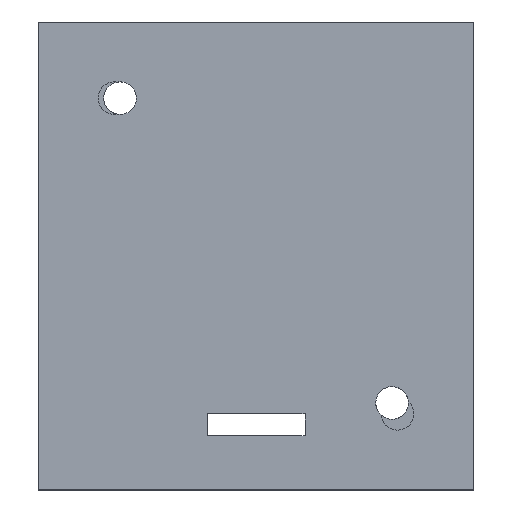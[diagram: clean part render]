
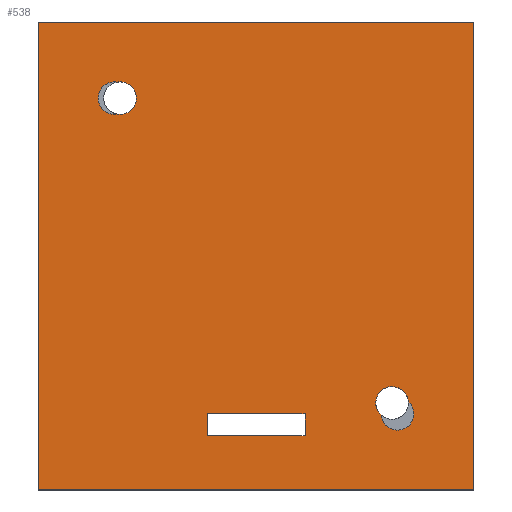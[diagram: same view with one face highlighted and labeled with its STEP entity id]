
A CAD part, top view. The second image highlights one B-rep face of the part: STEP entity #538.
In plain terms, the highlighted face is planar.
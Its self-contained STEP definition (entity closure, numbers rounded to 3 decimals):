
#23=FACE_BOUND('',#82,.T.);
#24=FACE_BOUND('',#83,.T.);
#25=FACE_BOUND('',#84,.T.);
#33=CIRCLE('',#582,1.5);
#36=CIRCLE('',#586,1.5);
#38=CIRCLE('',#588,1.5);
#40=CIRCLE('',#591,1.5);
#41=CIRCLE('',#592,1.5);
#42=CIRCLE('',#594,1.5);
#52=FACE_OUTER_BOUND('',#81,.T.);
#81=EDGE_LOOP('',(#389,#390,#391,#392));
#82=EDGE_LOOP('',(#393,#394,#395,#396));
#83=EDGE_LOOP('',(#397,#398));
#84=EDGE_LOOP('',(#399,#400,#401,#402));
#114=LINE('',#780,#176);
#117=LINE('',#786,#179);
#120=LINE('',#792,#182);
#123=LINE('',#796,#185);
#126=LINE('',#824,#188);
#127=LINE('',#826,#189);
#128=LINE('',#828,#190);
#129=LINE('',#829,#191);
#176=VECTOR('',#628,10.);
#179=VECTOR('',#633,10.);
#182=VECTOR('',#638,10.);
#185=VECTOR('',#643,10.);
#188=VECTOR('',#674,1.);
#189=VECTOR('',#675,1.);
#190=VECTOR('',#676,1.);
#191=VECTOR('',#677,1.);
#238=VERTEX_POINT('',#777);
#239=VERTEX_POINT('',#779);
#241=VERTEX_POINT('',#785);
#243=VERTEX_POINT('',#791);
#244=VERTEX_POINT('',#798);
#246=VERTEX_POINT('',#801);
#248=VERTEX_POINT('',#808);
#249=VERTEX_POINT('',#809);
#250=VERTEX_POINT('',#811);
#252=VERTEX_POINT('',#818);
#253=VERTEX_POINT('',#822);
#254=VERTEX_POINT('',#823);
#255=VERTEX_POINT('',#825);
#256=VERTEX_POINT('',#827);
#287=EDGE_CURVE('',#239,#238,#114,.T.);
#290=EDGE_CURVE('',#241,#239,#117,.T.);
#293=EDGE_CURVE('',#243,#241,#120,.T.);
#296=EDGE_CURVE('',#238,#243,#123,.T.);
#298=EDGE_CURVE('',#246,#244,#33,.T.);
#302=EDGE_CURVE('',#248,#249,#36,.T.);
#304=EDGE_CURVE('',#249,#250,#38,.T.);
#307=EDGE_CURVE('',#252,#248,#40,.T.);
#308=EDGE_CURVE('',#250,#252,#41,.T.);
#309=EDGE_CURVE('',#253,#254,#126,.T.);
#310=EDGE_CURVE('',#254,#255,#127,.T.);
#311=EDGE_CURVE('',#255,#256,#128,.T.);
#312=EDGE_CURVE('',#256,#253,#129,.T.);
#313=EDGE_CURVE('',#244,#246,#42,.T.);
#389=ORIENTED_EDGE('',*,*,#309,.T.);
#390=ORIENTED_EDGE('',*,*,#310,.T.);
#391=ORIENTED_EDGE('',*,*,#311,.T.);
#392=ORIENTED_EDGE('',*,*,#312,.T.);
#393=ORIENTED_EDGE('',*,*,#287,.T.);
#394=ORIENTED_EDGE('',*,*,#296,.T.);
#395=ORIENTED_EDGE('',*,*,#293,.T.);
#396=ORIENTED_EDGE('',*,*,#290,.T.);
#397=ORIENTED_EDGE('',*,*,#298,.T.);
#398=ORIENTED_EDGE('',*,*,#313,.T.);
#399=ORIENTED_EDGE('',*,*,#302,.T.);
#400=ORIENTED_EDGE('',*,*,#304,.T.);
#401=ORIENTED_EDGE('',*,*,#308,.T.);
#402=ORIENTED_EDGE('',*,*,#307,.T.);
#509=PLANE('',#593);
#538=ADVANCED_FACE('',(#52,#23,#24,#25),#509,.F.);
#582=AXIS2_PLACEMENT_3D('',#802,#648,#649);
#586=AXIS2_PLACEMENT_3D('',#810,#657,#658);
#588=AXIS2_PLACEMENT_3D('',#813,#661,#662);
#591=AXIS2_PLACEMENT_3D('',#819,#668,#669);
#592=AXIS2_PLACEMENT_3D('',#820,#670,#671);
#593=AXIS2_PLACEMENT_3D('',#821,#672,#673);
#594=AXIS2_PLACEMENT_3D('',#830,#678,#679);
#628=DIRECTION('',(-1.,0.,0.));
#633=DIRECTION('',(0.,1.,0.));
#638=DIRECTION('',(1.,0.,0.));
#643=DIRECTION('',(0.,-1.,0.));
#648=DIRECTION('center_axis',(0.,0.,1.));
#649=DIRECTION('ref_axis',(0.,1.,0.));
#657=DIRECTION('center_axis',(0.,0.,1.));
#658=DIRECTION('ref_axis',(0.,1.,0.));
#661=DIRECTION('center_axis',(0.,0.,1.));
#662=DIRECTION('ref_axis',(0.,1.,0.));
#668=DIRECTION('center_axis',(0.,0.,1.));
#669=DIRECTION('ref_axis',(1.,0.,0.));
#670=DIRECTION('center_axis',(0.,0.,1.));
#671=DIRECTION('ref_axis',(1.,0.,0.));
#672=DIRECTION('center_axis',(0.,0.,1.));
#673=DIRECTION('ref_axis',(1.,0.,0.));
#674=DIRECTION('',(-1.,0.,0.));
#675=DIRECTION('',(0.,1.,0.));
#676=DIRECTION('',(1.,0.,0.));
#677=DIRECTION('',(0.,-1.,0.));
#678=DIRECTION('center_axis',(0.,0.,1.));
#679=DIRECTION('ref_axis',(-1.,0.,0.));
#777=CARTESIAN_POINT('',(15.505,-5.,0.));
#779=CARTESIAN_POINT('',(24.505,-5.,0.));
#780=CARTESIAN_POINT('',(17.753,-5.,0.));
#785=CARTESIAN_POINT('',(24.505,-7.,0.));
#786=CARTESIAN_POINT('',(24.505,-13.25,0.));
#791=CARTESIAN_POINT('',(15.505,-7.,0.));
#792=CARTESIAN_POINT('',(22.253,-7.,0.));
#796=CARTESIAN_POINT('',(15.505,-14.25,0.));
#798=CARTESIAN_POINT('',(7.253,-34.521,0.));
#801=CARTESIAN_POINT('',(7.252,-37.479,0.));
#802=CARTESIAN_POINT('Origin',(7.505,-36.,0.));
#808=CARTESIAN_POINT('',(31.505,-6.882,0.));
#809=CARTESIAN_POINT('',(31.005,-8.,0.));
#810=CARTESIAN_POINT('Origin',(32.505,-8.,0.));
#811=CARTESIAN_POINT('',(34.,-8.118,0.));
#813=CARTESIAN_POINT('Origin',(32.505,-8.,0.));
#818=CARTESIAN_POINT('',(34.5,-7.,0.));
#819=CARTESIAN_POINT('Origin',(33.,-7.,0.));
#820=CARTESIAN_POINT('Origin',(33.,-7.,0.));
#821=CARTESIAN_POINT('Origin',(20.,-21.5,0.));
#822=CARTESIAN_POINT('',(40.,-43.,0.));
#823=CARTESIAN_POINT('',(0.,-43.,0.));
#824=CARTESIAN_POINT('',(40.,-43.,0.));
#825=CARTESIAN_POINT('',(0.,0.,0.));
#826=CARTESIAN_POINT('',(0.,-43.,0.));
#827=CARTESIAN_POINT('',(40.,0.,0.));
#828=CARTESIAN_POINT('',(0.,0.,0.));
#829=CARTESIAN_POINT('',(40.,0.,0.));
#830=CARTESIAN_POINT('Origin',(7.,-36.,0.));
